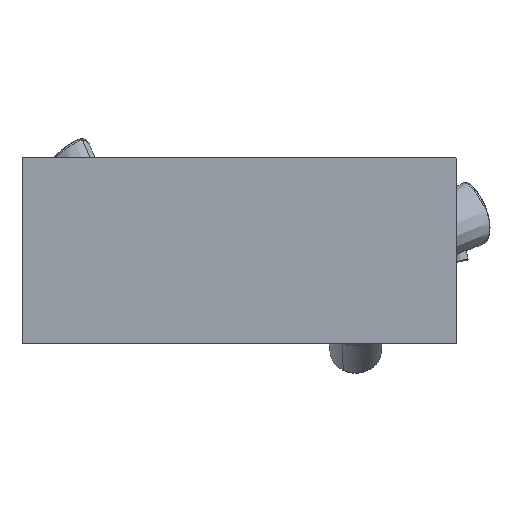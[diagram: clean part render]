
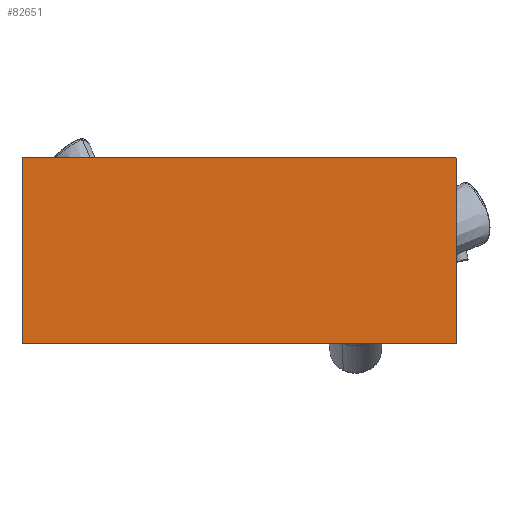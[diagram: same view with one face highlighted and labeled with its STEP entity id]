
A CAD part, front view. The second image highlights one B-rep face of the part: STEP entity #82651.
In plain terms, the highlighted face is planar.
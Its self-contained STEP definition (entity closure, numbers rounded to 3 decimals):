
#82316=DIRECTION(' ',(-1.,-0.,-0.));
#82321=CARTESIAN_POINT(' ',(0.,-65.,-60.));
#82326=DIRECTION(' ',(0.,0.,1.));
#82331=AXIS2_PLACEMENT_3D(' ',#82321,#82316,#82326);
#82336=PLANE('',#82331);
#82341=CARTESIAN_POINT(' ',(0.,-64.001,59.001));
#82346=DIRECTION(' ',(1.,0.,0.));
#82351=DIRECTION(' ',(0.,0.,1.));
#82356=AXIS2_PLACEMENT_3D(' ',#82341,#82346,#82351);
#82361=CIRCLE('',#82356,0.999);
#82366=CARTESIAN_POINT(' ',(0.,-64.,60.));
#82367=VERTEX_POINT(' ',#82366);
#82371=CARTESIAN_POINT(' ',(0.,-65.,59.));
#82372=VERTEX_POINT(' ',#82371);
#82376=EDGE_CURVE(' ',#82367,#82372,#82361,.T.);
#82381=ORIENTED_EDGE(' ',*,*,#82376,.F.);
#82386=CARTESIAN_POINT(' ',(0.,-64.,60.));
#82391=DIRECTION(' ',(0.,1.,0.));
#82396=VECTOR(' ',#82391,1.);
#82401=LINE('',#82386,#82396);
#82406=CARTESIAN_POINT(' ',(0.,214.,60.));
#82407=VERTEX_POINT(' ',#82406);
#82411=EDGE_CURVE(' ',#82367,#82407,#82401,.T.);
#82416=ORIENTED_EDGE(' ',*,*,#82411,.T.);
#82421=CARTESIAN_POINT(' ',(0.,214.001,59.001));
#82426=DIRECTION(' ',(1.,0.,0.));
#82431=DIRECTION(' ',(0.,1.,-0.001));
#82436=AXIS2_PLACEMENT_3D(' ',#82421,#82426,#82431);
#82441=CIRCLE('',#82436,0.999);
#82446=CARTESIAN_POINT(' ',(0.,215.,59.));
#82447=VERTEX_POINT(' ',#82446);
#82451=EDGE_CURVE(' ',#82447,#82407,#82441,.T.);
#82456=ORIENTED_EDGE(' ',*,*,#82451,.F.);
#82461=CARTESIAN_POINT(' ',(0.,215.,59.));
#82466=DIRECTION(' ',(0.,0.,-1.));
#82471=VECTOR(' ',#82466,1.);
#82476=LINE('',#82461,#82471);
#82481=CARTESIAN_POINT(' ',(0.,215.,-59.));
#82482=VERTEX_POINT(' ',#82481);
#82486=EDGE_CURVE(' ',#82447,#82482,#82476,.T.);
#82491=ORIENTED_EDGE(' ',*,*,#82486,.T.);
#82496=CARTESIAN_POINT(' ',(0.,214.001,-59.001));
#82501=DIRECTION(' ',(1.,0.,0.));
#82506=DIRECTION(' ',(0.,0.,-1.));
#82511=AXIS2_PLACEMENT_3D(' ',#82496,#82501,#82506);
#82516=CIRCLE('',#82511,0.999);
#82521=CARTESIAN_POINT(' ',(0.,214.,-60.));
#82522=VERTEX_POINT(' ',#82521);
#82526=EDGE_CURVE(' ',#82522,#82482,#82516,.T.);
#82531=ORIENTED_EDGE(' ',*,*,#82526,.F.);
#82536=CARTESIAN_POINT(' ',(0.,214.,-60.));
#82541=DIRECTION(' ',(0.,-1.,0.));
#82546=VECTOR(' ',#82541,1.);
#82551=LINE('',#82536,#82546);
#82556=CARTESIAN_POINT(' ',(0.,-64.,-60.));
#82557=VERTEX_POINT(' ',#82556);
#82561=EDGE_CURVE(' ',#82522,#82557,#82551,.T.);
#82566=ORIENTED_EDGE(' ',*,*,#82561,.T.);
#82571=CARTESIAN_POINT(' ',(0.,-64.001,-59.001));
#82576=DIRECTION(' ',(1.,0.,0.));
#82581=DIRECTION(' ',(0.,-1.,0.001));
#82586=AXIS2_PLACEMENT_3D(' ',#82571,#82576,#82581);
#82591=CIRCLE('',#82586,0.999);
#82596=CARTESIAN_POINT(' ',(0.,-65.,-59.));
#82597=VERTEX_POINT(' ',#82596);
#82601=EDGE_CURVE(' ',#82597,#82557,#82591,.T.);
#82606=ORIENTED_EDGE(' ',*,*,#82601,.F.);
#82611=CARTESIAN_POINT(' ',(0.,-65.,-59.));
#82616=DIRECTION(' ',(0.,0.,1.));
#82621=VECTOR(' ',#82616,1.);
#82626=LINE('',#82611,#82621);
#82631=EDGE_CURVE(' ',#82597,#82372,#82626,.T.);
#82636=ORIENTED_EDGE(' ',*,*,#82631,.T.);
#82641=EDGE_LOOP(' ',(#82381,#82416,#82456,#82491,#82531,#82566,#82606,#82636));
#82646=FACE_OUTER_BOUND(' ',#82641,.T.);
#82651=ADVANCED_FACE('',(#82646),#82336,.T.);
